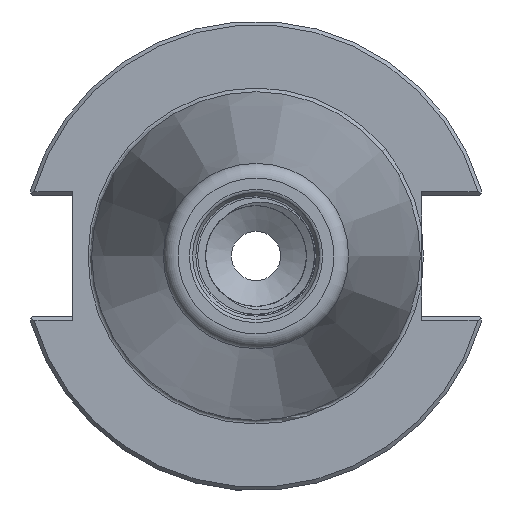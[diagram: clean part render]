
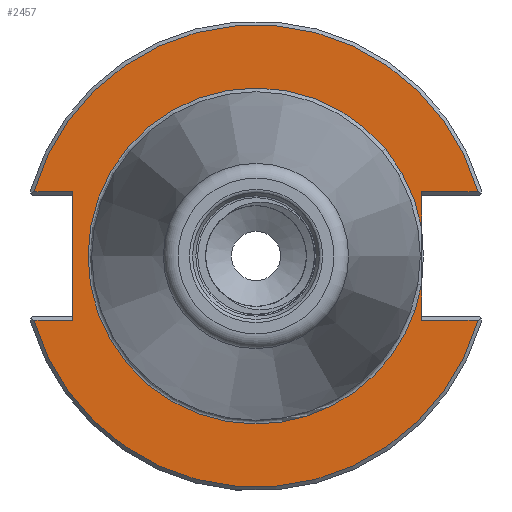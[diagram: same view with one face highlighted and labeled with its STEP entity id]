
A CAD part, left-side view. The second image highlights one B-rep face of the part: STEP entity #2457.
In plain terms, the highlighted planar face has unit normal (-1, 0, 0).
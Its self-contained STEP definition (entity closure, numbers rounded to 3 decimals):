
#130=PLANE('',#2629);
#211=FACE_OUTER_BOUND('',#358,.T.);
#358=EDGE_LOOP('',(#1816,#1817,#1818,#1819,#1820,#1821,#1822,#1823,#1824,
#1825,#1826));
#487=CIRCLE('',#2615,31.275);
#490=CIRCLE('',#2622,31.275);
#492=CIRCLE('',#2630,22.725);
#493=CIRCLE('',#2631,22.725);
#707=LINE('',#6467,#849);
#714=LINE('',#6508,#856);
#718=LINE('',#6523,#860);
#729=LINE('',#6594,#871);
#730=LINE('',#6600,#872);
#731=LINE('',#6601,#873);
#732=LINE('',#6602,#874);
#849=VECTOR('',#2939,10.);
#856=VECTOR('',#2960,10.);
#860=VECTOR('',#2972,10.);
#871=VECTOR('',#2987,10.);
#872=VECTOR('',#2992,10.);
#873=VECTOR('',#2993,10.);
#874=VECTOR('',#2994,10.);
#1024=VERTEX_POINT('',#6451);
#1025=VERTEX_POINT('',#6455);
#1028=VERTEX_POINT('',#6465);
#1036=VERTEX_POINT('',#6492);
#1037=VERTEX_POINT('',#6496);
#1040=VERTEX_POINT('',#6506);
#1044=VERTEX_POINT('',#6522);
#1059=VERTEX_POINT('',#6593);
#1060=VERTEX_POINT('',#6595);
#1061=VERTEX_POINT('',#6597);
#1062=VERTEX_POINT('',#6599);
#1302=EDGE_CURVE('',#1024,#1025,#487,.T.);
#1307=EDGE_CURVE('',#1028,#1024,#707,.T.);
#1317=EDGE_CURVE('',#1036,#1037,#490,.T.);
#1322=EDGE_CURVE('',#1040,#1036,#714,.T.);
#1328=EDGE_CURVE('',#1025,#1044,#718,.T.);
#1345=EDGE_CURVE('',#1059,#1028,#729,.T.);
#1346=EDGE_CURVE('',#1060,#1059,#492,.T.);
#1347=EDGE_CURVE('',#1061,#1060,#493,.T.);
#1348=EDGE_CURVE('',#1062,#1061,#730,.T.);
#1349=EDGE_CURVE('',#1037,#1062,#731,.T.);
#1350=EDGE_CURVE('',#1044,#1040,#732,.T.);
#1816=ORIENTED_EDGE('',*,*,#1302,.F.);
#1817=ORIENTED_EDGE('',*,*,#1307,.F.);
#1818=ORIENTED_EDGE('',*,*,#1345,.F.);
#1819=ORIENTED_EDGE('',*,*,#1346,.F.);
#1820=ORIENTED_EDGE('',*,*,#1347,.F.);
#1821=ORIENTED_EDGE('',*,*,#1348,.F.);
#1822=ORIENTED_EDGE('',*,*,#1349,.F.);
#1823=ORIENTED_EDGE('',*,*,#1317,.F.);
#1824=ORIENTED_EDGE('',*,*,#1322,.F.);
#1825=ORIENTED_EDGE('',*,*,#1350,.F.);
#1826=ORIENTED_EDGE('',*,*,#1328,.F.);
#2457=ADVANCED_FACE('',(#211),#130,.T.);
#2615=AXIS2_PLACEMENT_3D('',#6456,#2932,#2933);
#2622=AXIS2_PLACEMENT_3D('',#6497,#2953,#2954);
#2629=AXIS2_PLACEMENT_3D('',#6592,#2985,#2986);
#2630=AXIS2_PLACEMENT_3D('',#6596,#2988,#2989);
#2631=AXIS2_PLACEMENT_3D('',#6598,#2990,#2991);
#2932=DIRECTION('center_axis',(1.,0.,0.));
#2933=DIRECTION('ref_axis',(0.,1.,0.));
#2939=DIRECTION('',(0.,-1.,0.));
#2953=DIRECTION('center_axis',(1.,0.,0.));
#2954=DIRECTION('ref_axis',(0.,1.,0.));
#2960=DIRECTION('',(0.,1.,0.));
#2972=DIRECTION('',(0.,-1.,0.));
#2985=DIRECTION('center_axis',(-1.,0.,0.));
#2986=DIRECTION('ref_axis',(0.,0.,1.));
#2987=DIRECTION('',(0.,0.,-1.));
#2988=DIRECTION('center_axis',(-1.,0.,0.));
#2989=DIRECTION('ref_axis',(0.,-0.109,-0.994));
#2990=DIRECTION('center_axis',(-1.,0.,0.));
#2991=DIRECTION('ref_axis',(0.,-0.109,-0.994));
#2992=DIRECTION('',(0.,0.,-1.));
#2993=DIRECTION('',(0.,1.,0.));
#2994=DIRECTION('',(0.,0.,1.));
#6451=CARTESIAN_POINT('',(3.175,-30.043,-8.69));
#6455=CARTESIAN_POINT('',(3.175,30.043,-8.69));
#6456=CARTESIAN_POINT('Origin',(3.175,0.,0.));
#6465=CARTESIAN_POINT('',(3.175,-22.41,-8.69));
#6467=CARTESIAN_POINT('',(3.175,-6.591,-8.69));
#6492=CARTESIAN_POINT('',(3.175,30.043,8.69));
#6496=CARTESIAN_POINT('',(3.175,-30.043,8.69));
#6497=CARTESIAN_POINT('Origin',(3.175,0.,0.));
#6506=CARTESIAN_POINT('',(3.175,24.8,8.69));
#6508=CARTESIAN_POINT('',(3.175,38.399,8.69));
#6522=CARTESIAN_POINT('',(3.175,24.8,-8.69));
#6523=CARTESIAN_POINT('',(3.175,27.788,-8.69));
#6592=CARTESIAN_POINT('Origin',(3.175,30.775,0.));
#6593=CARTESIAN_POINT('',(3.175,-22.41,-3.771));
#6594=CARTESIAN_POINT('',(3.175,-22.41,-4.095));
#6595=CARTESIAN_POINT('',(3.175,0.,-22.725));
#6596=CARTESIAN_POINT('Origin',(3.175,0.,0.));
#6597=CARTESIAN_POINT('',(3.175,-22.41,3.771));
#6598=CARTESIAN_POINT('Origin',(3.175,0.,0.));
#6599=CARTESIAN_POINT('',(3.175,-22.41,8.69));
#6600=CARTESIAN_POINT('',(3.175,-22.41,-4.095));
#6601=CARTESIAN_POINT('',(3.175,4.182,8.69));
#6602=CARTESIAN_POINT('',(3.175,24.8,4.095));
